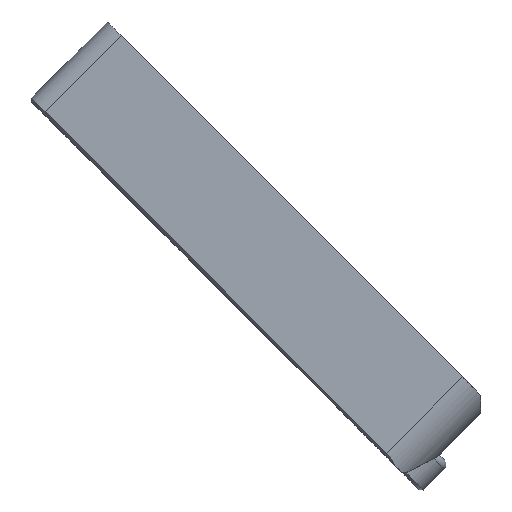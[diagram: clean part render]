
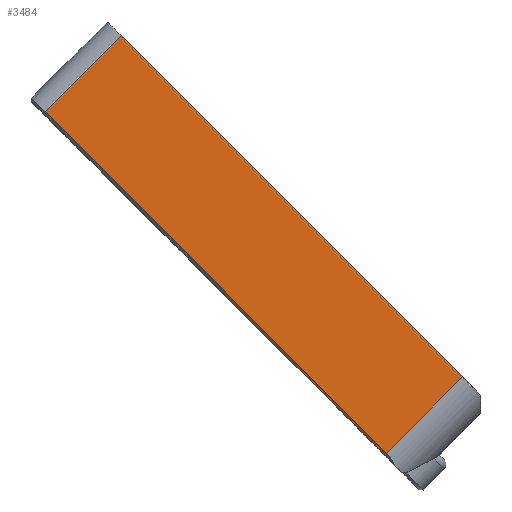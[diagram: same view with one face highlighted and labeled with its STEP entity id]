
A CAD part, left-side view. The second image highlights one B-rep face of the part: STEP entity #3484.
In plain terms, the highlighted face is planar.
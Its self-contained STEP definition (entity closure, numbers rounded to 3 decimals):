
#104=PLANE('',#3753);
#232=FACE_OUTER_BOUND('',#453,.T.);
#453=EDGE_LOOP('',(#2477,#2478,#2479,#2480));
#835=LINE('',#5281,#1173);
#842=LINE('',#5299,#1180);
#868=LINE('',#5430,#1206);
#869=LINE('',#5431,#1207);
#1173=VECTOR('',#4129,10.);
#1180=VECTOR('',#4144,10.);
#1206=VECTOR('',#4242,10.);
#1207=VECTOR('',#4243,10.);
#1533=VERTEX_POINT('',#5278);
#1534=VERTEX_POINT('',#5280);
#1541=VERTEX_POINT('',#5298);
#1597=VERTEX_POINT('',#5429);
#1860=EDGE_CURVE('',#1533,#1534,#835,.T.);
#1869=EDGE_CURVE('',#1534,#1541,#842,.T.);
#1930=EDGE_CURVE('',#1597,#1533,#868,.T.);
#1931=EDGE_CURVE('',#1541,#1597,#869,.T.);
#2477=ORIENTED_EDGE('',*,*,#1869,.F.);
#2478=ORIENTED_EDGE('',*,*,#1860,.F.);
#2479=ORIENTED_EDGE('',*,*,#1930,.F.);
#2480=ORIENTED_EDGE('',*,*,#1931,.F.);
#3484=ADVANCED_FACE('',(#232),#104,.T.);
#3753=AXIS2_PLACEMENT_3D('',#5428,#4240,#4241);
#4129=DIRECTION('',(0.,0.866,0.5));
#4144=DIRECTION('',(0.,0.5,-0.866));
#4240=DIRECTION('center_axis',(1.,0.,0.));
#4241=DIRECTION('ref_axis',(0.,0.866,0.5));
#4242=DIRECTION('',(0.,-0.5,0.866));
#4243=DIRECTION('',(0.,-0.866,-0.5));
#5278=CARTESIAN_POINT('',(191.362,-100.169,-107.295));
#5280=CARTESIAN_POINT('',(191.362,-35.391,-69.895));
#5281=CARTESIAN_POINT('',(191.362,-84.538,-98.27));
#5298=CARTESIAN_POINT('',(191.362,-27.041,-84.358));
#5299=CARTESIAN_POINT('',(191.362,-26.841,-84.704));
#5428=CARTESIAN_POINT('Origin',(191.362,-94.044,-123.504));
#5429=CARTESIAN_POINT('',(191.362,-91.819,-121.758));
#5430=CARTESIAN_POINT('',(191.362,-91.619,-122.104));
#5431=CARTESIAN_POINT('',(191.362,-58.873,-102.736));
